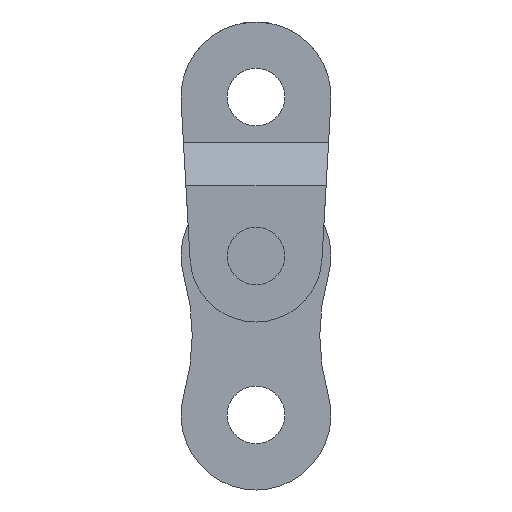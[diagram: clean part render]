
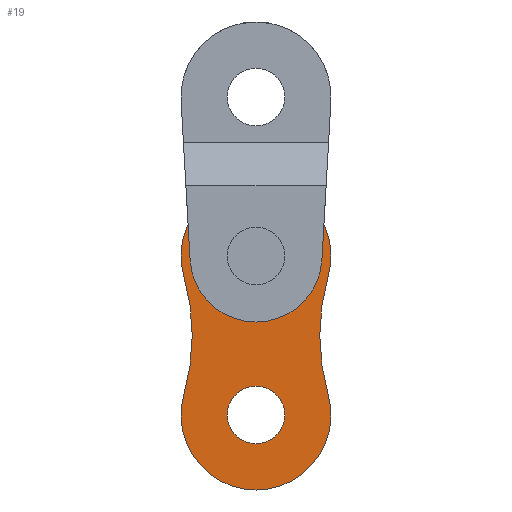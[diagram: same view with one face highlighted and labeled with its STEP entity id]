
A CAD part, left-side view. The second image highlights one B-rep face of the part: STEP entity #19.
In plain terms, the highlighted planar face has unit normal (-1, 0, 0).
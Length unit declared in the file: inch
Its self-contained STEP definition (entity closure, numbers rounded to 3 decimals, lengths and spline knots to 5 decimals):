
#11 = DIRECTION ( 'NONE',  ( 1., 0., 0. ) ) ;
#14 = AXIS2_PLACEMENT_3D ( 'NONE', #909, #920, #2029 ) ;
#19 = ADVANCED_FACE ( 'NONE', ( #2381, #405, #2045 ), #954, .T. ) ;
#37 = EDGE_CURVE ( 'NONE', #670, #1854, #1327, .T. ) ;
#39 = VERTEX_POINT ( 'NONE', #1322 ) ;
#41 = DIRECTION ( 'NONE',  ( 1., 0., 0. ) ) ;
#67 = ORIENTED_EDGE ( 'NONE', *, *, #1046, .T. ) ;
#104 = CARTESIAN_POINT ( 'NONE',  ( -0.0925, 0., -0.125 ) ) ;
#206 = CIRCLE ( 'NONE', #2088, 0.04525 ) ;
#259 = CARTESIAN_POINT ( 'NONE',  ( -0.0925, -0.11336, -0.34224 ) ) ;
#276 = DIRECTION ( 'NONE',  ( 1., 0., 0. ) ) ;
#322 = CIRCLE ( 'NONE', #475, 0.118 ) ;
#367 = DIRECTION ( 'NONE',  ( 0., 0., 1. ) ) ;
#399 = CARTESIAN_POINT ( 'NONE',  ( -0.0925, 0., -0.375 ) ) ;
#400 = AXIS2_PLACEMENT_3D ( 'NONE', #399, #1143, #1316 ) ;
#405 = FACE_BOUND ( 'NONE', #1282, .T. ) ;
#475 = AXIS2_PLACEMENT_3D ( 'NONE', #104, #693, #1435 ) ;
#482 = ORIENTED_EDGE ( 'NONE', *, *, #1878, .F. ) ;
#483 = EDGE_CURVE ( 'NONE', #1854, #670, #778, .T. ) ;
#510 = CARTESIAN_POINT ( 'NONE',  ( -0.0925, 0., -0.125 ) ) ;
#538 = CARTESIAN_POINT ( 'NONE',  ( -0.0925, 0., -0.375 ) ) ;
#589 = DIRECTION ( 'NONE',  ( 0., 0., 1. ) ) ;
#624 = AXIS2_PLACEMENT_3D ( 'NONE', #1490, #2234, #589 ) ;
#625 = ORIENTED_EDGE ( 'NONE', *, *, #37, .T. ) ;
#662 = CARTESIAN_POINT ( 'NONE',  ( -0.0925, 0., -0.375 ) ) ;
#670 = VERTEX_POINT ( 'NONE', #1255 ) ;
#693 = DIRECTION ( 'NONE',  ( 1., 0., 0. ) ) ;
#759 = EDGE_LOOP ( 'NONE', ( #2233, #1727, #2043, #482, #2261 ) ) ;
#764 = DIRECTION ( 'NONE',  ( 1., 0., 0. ) ) ;
#768 = EDGE_CURVE ( 'NONE', #1971, #2358, #1483, .T. ) ;
#778 = CIRCLE ( 'NONE', #2356, 0.04525 ) ;
#859 = VERTEX_POINT ( 'NONE', #898 ) ;
#878 = EDGE_CURVE ( 'NONE', #928, #1585, #1132, .T. ) ;
#898 = CARTESIAN_POINT ( 'NONE',  ( -0.0925, 0., -0.17025 ) ) ;
#909 = CARTESIAN_POINT ( 'NONE',  ( -0.0925, 0.43253, -0.25 ) ) ;
#920 = DIRECTION ( 'NONE',  ( 1., 0., 0. ) ) ;
#928 = VERTEX_POINT ( 'NONE', #259 ) ;
#954 = PLANE ( 'NONE',  #624 ) ;
#1046 = EDGE_CURVE ( 'NONE', #1504, #859, #206, .T. ) ;
#1132 = CIRCLE ( 'NONE', #2011, 0.33223 ) ;
#1143 = DIRECTION ( 'NONE',  ( 1., 0., 0. ) ) ;
#1167 = AXIS2_PLACEMENT_3D ( 'NONE', #538, #11, #1653 ) ;
#1188 = EDGE_CURVE ( 'NONE', #1971, #1585, #322, .T. ) ;
#1199 = EDGE_LOOP ( 'NONE', ( #1440, #67 ) ) ;
#1218 = EDGE_CURVE ( 'NONE', #859, #1504, #1599, .T. ) ;
#1233 = CARTESIAN_POINT ( 'NONE',  ( -0.0925, 0.11336, -0.15776 ) ) ;
#1255 = CARTESIAN_POINT ( 'NONE',  ( -0.0925, 0., -0.32975 ) ) ;
#1281 = DIRECTION ( 'NONE',  ( 1., 0., 0. ) ) ;
#1282 = EDGE_LOOP ( 'NONE', ( #1420, #625 ) ) ;
#1316 = DIRECTION ( 'NONE',  ( 0., 0., 1. ) ) ;
#1322 = CARTESIAN_POINT ( 'NONE',  ( -0.0925, 0., -0.493 ) ) ;
#1327 = CIRCLE ( 'NONE', #1167, 0.04525 ) ;
#1344 = DIRECTION ( 'NONE',  ( 0., 0., 1. ) ) ;
#1353 = CARTESIAN_POINT ( 'NONE',  ( -0.0925, 0., -0.42025 ) ) ;
#1413 = CIRCLE ( 'NONE', #400, 0.118 ) ;
#1420 = ORIENTED_EDGE ( 'NONE', *, *, #483, .T. ) ;
#1435 = DIRECTION ( 'NONE',  ( 0., 0., 1. ) ) ;
#1440 = ORIENTED_EDGE ( 'NONE', *, *, #1218, .T. ) ;
#1454 = DIRECTION ( 'NONE',  ( 0., 0., 1. ) ) ;
#1483 = CIRCLE ( 'NONE', #14, 0.33223 ) ;
#1490 = CARTESIAN_POINT ( 'NONE',  ( -0.0925, -0.118, 0.243 ) ) ;
#1504 = VERTEX_POINT ( 'NONE', #1541 ) ;
#1541 = CARTESIAN_POINT ( 'NONE',  ( -0.0925, 0., -0.07975 ) ) ;
#1585 = VERTEX_POINT ( 'NONE', #1721 ) ;
#1599 = CIRCLE ( 'NONE', #2202, 0.04525 ) ;
#1653 = DIRECTION ( 'NONE',  ( 0., 0., 1. ) ) ;
#1669 = EDGE_CURVE ( 'NONE', #39, #2358, #2128, .T. ) ;
#1721 = CARTESIAN_POINT ( 'NONE',  ( -0.0925, -0.11336, -0.15776 ) ) ;
#1722 = DIRECTION ( 'NONE',  ( 1., 0., 0. ) ) ;
#1727 = ORIENTED_EDGE ( 'NONE', *, *, #768, .T. ) ;
#1854 = VERTEX_POINT ( 'NONE', #1353 ) ;
#1878 = EDGE_CURVE ( 'NONE', #928, #39, #1413, .T. ) ;
#1897 = CARTESIAN_POINT ( 'NONE',  ( -0.0925, -0.43253, -0.25 ) ) ;
#1925 = CARTESIAN_POINT ( 'NONE',  ( -0.0925, 0.11336, -0.34224 ) ) ;
#1960 = DIRECTION ( 'NONE',  ( 0., 0., 1. ) ) ;
#1971 = VERTEX_POINT ( 'NONE', #1233 ) ;
#2011 = AXIS2_PLACEMENT_3D ( 'NONE', #1897, #764, #2255 ) ;
#2029 = DIRECTION ( 'NONE',  ( 0., 0., 1. ) ) ;
#2043 = ORIENTED_EDGE ( 'NONE', *, *, #1669, .F. ) ;
#2045 = FACE_OUTER_BOUND ( 'NONE', #759, .T. ) ;
#2076 = CARTESIAN_POINT ( 'NONE',  ( -0.0925, 0., -0.375 ) ) ;
#2088 = AXIS2_PLACEMENT_3D ( 'NONE', #2225, #41, #1454 ) ;
#2128 = CIRCLE ( 'NONE', #2247, 0.118 ) ;
#2202 = AXIS2_PLACEMENT_3D ( 'NONE', #510, #1281, #367 ) ;
#2225 = CARTESIAN_POINT ( 'NONE',  ( -0.0925, 0., -0.125 ) ) ;
#2233 = ORIENTED_EDGE ( 'NONE', *, *, #1188, .F. ) ;
#2234 = DIRECTION ( 'NONE',  ( -1., 0., 0. ) ) ;
#2247 = AXIS2_PLACEMENT_3D ( 'NONE', #662, #276, #1960 ) ;
#2255 = DIRECTION ( 'NONE',  ( 0., 0., 1. ) ) ;
#2261 = ORIENTED_EDGE ( 'NONE', *, *, #878, .T. ) ;
#2356 = AXIS2_PLACEMENT_3D ( 'NONE', #2076, #1722, #1344 ) ;
#2358 = VERTEX_POINT ( 'NONE', #1925 ) ;
#2381 = FACE_BOUND ( 'NONE', #1199, .T. ) ;
